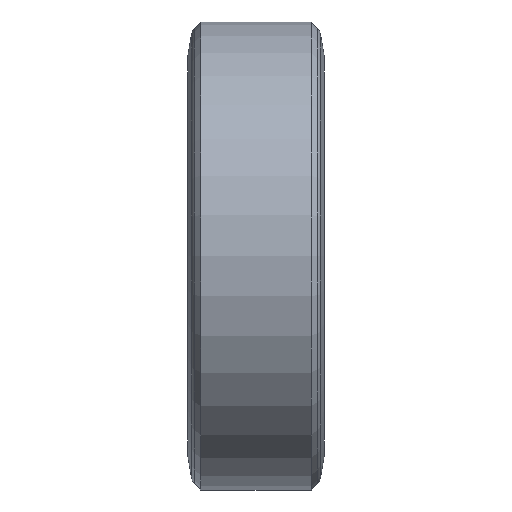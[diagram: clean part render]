
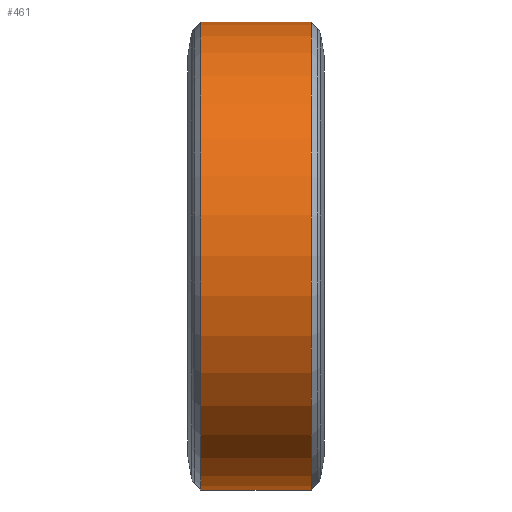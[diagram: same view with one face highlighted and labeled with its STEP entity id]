
A CAD part, top view. The second image highlights one B-rep face of the part: STEP entity #461.
In plain terms, the highlighted cylindrical face has radius 17 mm (diameter 34 mm), a partial arc.
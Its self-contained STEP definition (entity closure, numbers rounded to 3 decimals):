
#105=CARTESIAN_POINT('',(4.,0.,0.));
#106=DIRECTION('',(1.,0.,0.));
#107=DIRECTION('',(0.,1.,0.));
#108=AXIS2_PLACEMENT_3D('',#105,#106,#107);
#115=DIRECTION('',(-1.,0.,0.));
#116=VECTOR('',#115,8.);
#117=CARTESIAN_POINT('',(4.,17.,0.));
#118=LINE('',#117,#116);
#119=DIRECTION('',(-1.,0.,0.));
#120=VECTOR('',#119,8.);
#121=CARTESIAN_POINT('',(4.,-17.,0.));
#122=LINE('',#121,#120);
#156=CARTESIAN_POINT('',(-4.,0.,0.));
#157=DIRECTION('',(1.,0.,0.));
#158=DIRECTION('',(0.,1.,0.));
#159=AXIS2_PLACEMENT_3D('',#156,#157,#158);
#229=CARTESIAN_POINT('',(4.,17.,0.));
#230=CARTESIAN_POINT('',(4.,-17.,0.));
#231=VERTEX_POINT('',#229);
#232=VERTEX_POINT('',#230);
#241=CARTESIAN_POINT('',(-4.,17.,0.));
#242=CARTESIAN_POINT('',(-4.,-17.,0.));
#243=VERTEX_POINT('',#241);
#244=VERTEX_POINT('',#242);
#447=CARTESIAN_POINT('',(-5.5,0.,0.));
#448=DIRECTION('',(1.,0.,0.));
#449=DIRECTION('',(0.,-1.,0.));
#450=AXIS2_PLACEMENT_3D('',#447,#448,#449);
#451=CYLINDRICAL_SURFACE('',#450,17.);
#453=ORIENTED_EDGE('',*,*,#452,.F.);
#454=ORIENTED_EDGE('',*,*,#429,.T.);
#456=ORIENTED_EDGE('',*,*,#455,.T.);
#458=ORIENTED_EDGE('',*,*,#457,.F.);
#459=EDGE_LOOP('',(#453,#454,#456,#458));
#460=FACE_OUTER_BOUND('',#459,.F.);
#461=ADVANCED_FACE('',(#460),#451,.T.);
#109=CIRCLE('',#108,17.);
#160=CIRCLE('',#159,17.);
#429=EDGE_CURVE('',#231,#232,#109,.T.);
#452=EDGE_CURVE('',#231,#243,#118,.T.);
#455=EDGE_CURVE('',#232,#244,#122,.T.);
#457=EDGE_CURVE('',#243,#244,#160,.T.);
